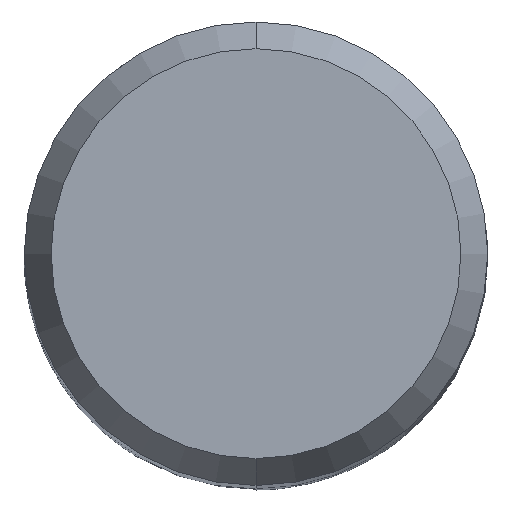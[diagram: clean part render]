
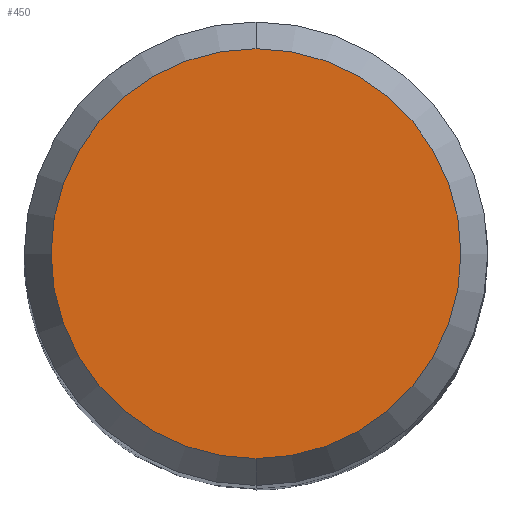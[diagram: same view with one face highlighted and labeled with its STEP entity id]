
A CAD part, top view. The second image highlights one B-rep face of the part: STEP entity #450.
In plain terms, the highlighted planar face has unit normal (0, 0, 1).
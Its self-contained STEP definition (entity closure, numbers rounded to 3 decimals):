
#450=ADVANCED_FACE('',(#1118),#1119,.T.);
#600=VERTEX_POINT('',#1287);
#610=EDGE_CURVE('',#600,#858,#1298,.T.);
#858=VERTEX_POINT('',#1565);
#880=EDGE_CURVE('',#858,#600,#1587,.T.);
#1118=FACE_OUTER_BOUND('',#1892,.T.);
#1119=PLANE('',#1893);
#1287=CARTESIAN_POINT('',(0.0,4.423,0.0));
#1298=CIRCLE('',#2182,4.423);
#1565=CARTESIAN_POINT('',(0.,-4.423,0.0));
#1587=CIRCLE('',#2671,4.423);
#1892=EDGE_LOOP('',(#3003,#3004));
#1893=AXIS2_PLACEMENT_3D('',#3005,#3006,#3007);
#2182=AXIS2_PLACEMENT_3D('',#3209,#3210,#3211);
#2671=AXIS2_PLACEMENT_3D('',#3505,#3506,#3507);
#3003=ORIENTED_EDGE('',*,*,#610,.F.);
#3004=ORIENTED_EDGE('',*,*,#880,.F.);
#3005=CARTESIAN_POINT('',(0.0,2.211,0.0));
#3006=DIRECTION('',(-0.0,0.0,1.0));
#3007=DIRECTION('',(0.0,-1.0,0.0));
#3209=CARTESIAN_POINT('',(0.0,0.0,0.0));
#3210=DIRECTION('',(0.0,0.0,-1.0));
#3211=DIRECTION('',(0.0,1.0,0.0));
#3505=CARTESIAN_POINT('',(0.0,0.0,0.0));
#3506=DIRECTION('',(0.0,0.0,-1.0));
#3507=DIRECTION('',(0.0,1.0,0.0));
